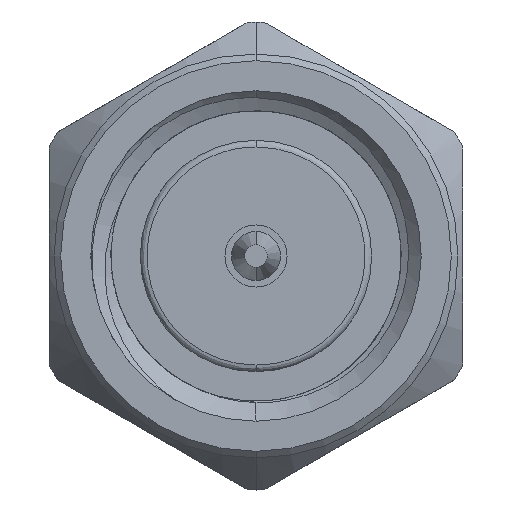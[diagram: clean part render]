
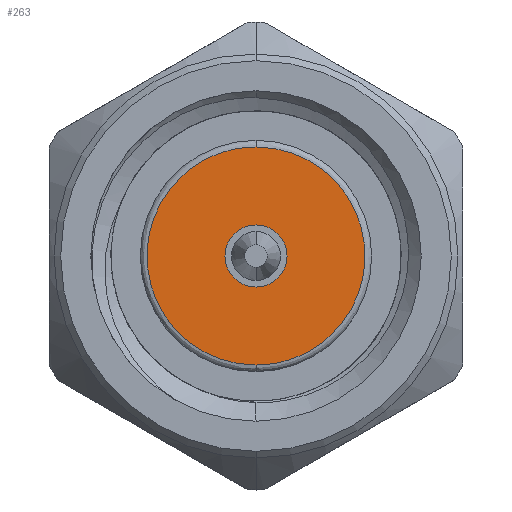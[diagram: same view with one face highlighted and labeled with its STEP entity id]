
A CAD part, left-side view. The second image highlights one B-rep face of the part: STEP entity #263.
In plain terms, the highlighted planar face has unit normal (-1, 0, 0).
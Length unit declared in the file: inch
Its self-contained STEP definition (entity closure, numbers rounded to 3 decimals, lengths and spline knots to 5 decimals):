
#32 = FACE_BOUND ( 'NONE', #518, .T. ) ;
#33 = CARTESIAN_POINT ( 'NONE',  ( 0.1, 0., 0. ) ) ;
#139 = ORIENTED_EDGE ( 'NONE', *, *, #4128, .F. ) ;
#189 = CIRCLE ( 'NONE', #3832, 0.0235 ) ;
#263 = ADVANCED_FACE ( 'NONE', ( #32, #4482 ), #960, .F. ) ;
#291 = CARTESIAN_POINT ( 'NONE',  ( 0.1, 0., 0.0825 ) ) ;
#458 = EDGE_CURVE ( 'NONE', #4301, #1534, #1049, .T. ) ;
#491 = AXIS2_PLACEMENT_3D ( 'NONE', #502, #2023, #4509 ) ;
#502 = CARTESIAN_POINT ( 'NONE',  ( 0.1, 0., 0. ) ) ;
#518 = EDGE_LOOP ( 'NONE', ( #2543, #3877 ) ) ;
#695 = CARTESIAN_POINT ( 'NONE',  ( 0.1, 0., 0.0825 ) ) ;
#960 = PLANE ( 'NONE',  #491 ) ;
#1049 =( BOUNDED_CURVE ( )  B_SPLINE_CURVE ( 3, ( #695, #4346, #4772, #4831 ),
 .UNSPECIFIED., .F., .F. ) 
 B_SPLINE_CURVE_WITH_KNOTS ( ( 4, 4 ),
 ( 0., 1. ),
 .UNSPECIFIED. ) 
 CURVE ( )  GEOMETRIC_REPRESENTATION_ITEM ( )  RATIONAL_B_SPLINE_CURVE ( ( 1., 0.333, 0.333, 1. ) ) 
 REPRESENTATION_ITEM ( '' )  );
#1306 = DIRECTION ( 'NONE',  ( 0., 0., -1. ) ) ;
#1534 = VERTEX_POINT ( 'NONE', #1879 ) ;
#1879 = CARTESIAN_POINT ( 'NONE',  ( 0.1, 0., -0.0825 ) ) ;
#1894 = EDGE_CURVE ( 'NONE', #2556, #5215, #189, .T. ) ;
#2023 = DIRECTION ( 'NONE',  ( 1., 0., 0. ) ) ;
#2244 = CIRCLE ( 'NONE', #3290, 0.0235 ) ;
#2543 = ORIENTED_EDGE ( 'NONE', *, *, #1894, .F. ) ;
#2556 = VERTEX_POINT ( 'NONE', #4224 ) ;
#2702 = CARTESIAN_POINT ( 'NONE',  ( 0.1, 0., 0.0235 ) ) ;
#2727 = CARTESIAN_POINT ( 'NONE',  ( 0.1, 0.165, -0.0825 ) ) ;
#2908 = EDGE_LOOP ( 'NONE', ( #139, #5041 ) ) ;
#3028 = DIRECTION ( 'NONE',  ( -1., 0., 0. ) ) ;
#3290 = AXIS2_PLACEMENT_3D ( 'NONE', #33, #3028, #5558 ) ;
#3660 = CARTESIAN_POINT ( 'NONE',  ( 0.1, 0., 0. ) ) ;
#3832 = AXIS2_PLACEMENT_3D ( 'NONE', #3660, #4310, #1306 ) ;
#3877 = ORIENTED_EDGE ( 'NONE', *, *, #6004, .F. ) ;
#4128 = EDGE_CURVE ( 'NONE', #1534, #4301, #6438, .T. ) ;
#4224 = CARTESIAN_POINT ( 'NONE',  ( 0.1, 0., -0.0235 ) ) ;
#4301 = VERTEX_POINT ( 'NONE', #6399 ) ;
#4310 = DIRECTION ( 'NONE',  ( -1., 0., 0. ) ) ;
#4346 = CARTESIAN_POINT ( 'NONE',  ( 0.1, -0.165, 0.0825 ) ) ;
#4482 = FACE_OUTER_BOUND ( 'NONE', #2908, .T. ) ;
#4509 = DIRECTION ( 'NONE',  ( 0., 1., 0. ) ) ;
#4759 = CARTESIAN_POINT ( 'NONE',  ( 0.1, 0.165, 0.0825 ) ) ;
#4772 = CARTESIAN_POINT ( 'NONE',  ( 0.1, -0.165, -0.0825 ) ) ;
#4831 = CARTESIAN_POINT ( 'NONE',  ( 0.1, 0., -0.0825 ) ) ;
#5041 = ORIENTED_EDGE ( 'NONE', *, *, #458, .F. ) ;
#5215 = VERTEX_POINT ( 'NONE', #2702 ) ;
#5558 = DIRECTION ( 'NONE',  ( 0., 0., -1. ) ) ;
#6004 = EDGE_CURVE ( 'NONE', #5215, #2556, #2244, .T. ) ;
#6272 = CARTESIAN_POINT ( 'NONE',  ( 0.1, 0., -0.0825 ) ) ;
#6399 = CARTESIAN_POINT ( 'NONE',  ( 0.1, 0., 0.0825 ) ) ;
#6438 =( BOUNDED_CURVE ( )  B_SPLINE_CURVE ( 3, ( #6272, #2727, #4759, #291 ),
 .UNSPECIFIED., .F., .F. ) 
 B_SPLINE_CURVE_WITH_KNOTS ( ( 4, 4 ),
 ( 0., 1. ),
 .UNSPECIFIED. ) 
 CURVE ( )  GEOMETRIC_REPRESENTATION_ITEM ( )  RATIONAL_B_SPLINE_CURVE ( ( 1., 0.333, 0.333, 1. ) ) 
 REPRESENTATION_ITEM ( '' )  );
